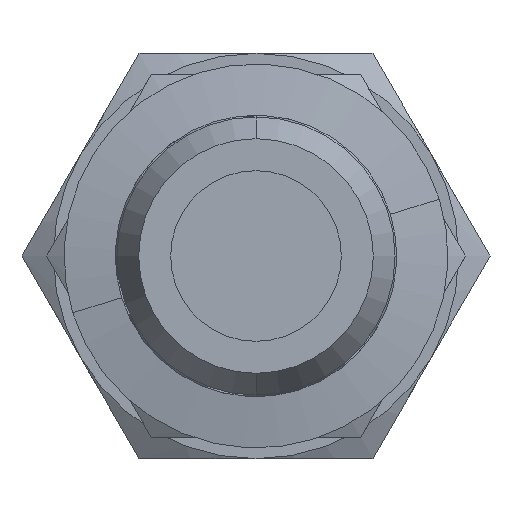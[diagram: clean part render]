
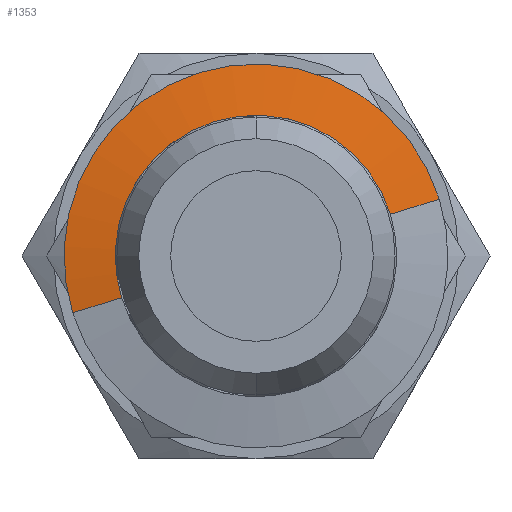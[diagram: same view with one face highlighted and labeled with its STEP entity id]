
A CAD part, front view. The second image highlights one B-rep face of the part: STEP entity #1353.
In plain terms, the highlighted conical face has half-angle 80.538 degrees and reference radius 6.6 mm.
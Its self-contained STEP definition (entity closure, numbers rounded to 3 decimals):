
#249 = ORIENTED_EDGE ( 'NONE', *, *, #2470, .T. ) ;
#250 = ORIENTED_EDGE ( 'NONE', *, *, #2469, .F. ) ;
#251 = ORIENTED_EDGE ( 'NONE', *, *, #2471, .F. ) ;
#252 = ORIENTED_EDGE ( 'NONE', *, *, #2465, .T. ) ;
#474 = CARTESIAN_POINT ( 'NONE',  ( 0., 6.1, 0. ) ) ;
#475 = DIRECTION ( 'NONE',  ( 0., -1., 0. ) ) ;
#476 = DIRECTION ( 'NONE',  ( 0.955, 0., 0.296 ) ) ;
#481 = DIRECTION ( 'NONE',  ( 0.942, 0.164, 0.292 ) ) ;
#482 = CARTESIAN_POINT ( 'NONE',  ( 6.304, 5.7, 1.954 ) ) ;
#483 = CARTESIAN_POINT ( 'NONE',  ( 0., 5.7, 0. ) ) ;
#484 = DIRECTION ( 'NONE',  ( 0., -1., 0. ) ) ;
#485 = DIRECTION ( 'NONE',  ( 0.955, 0., 0.296 ) ) ;
#486 = CARTESIAN_POINT ( 'NONE',  ( -6.304, 5.7, -1.954 ) ) ;
#488 = DIRECTION ( 'NONE',  ( -0.942, 0.164, -0.292 ) ) ;
#989 = AXIS2_PLACEMENT_3D ( 'NONE', #2208, #2184, #2225 ) ;
#1298 = FACE_OUTER_BOUND ( 'NONE', #2228, .T. ) ;
#1306 = CONICAL_SURFACE ( 'NONE', #989, 6.6, 1.406 ) ;
#1353 = ADVANCED_FACE ( 'NONE', ( #1298 ), #1306, .T. ) ;
#2184 = DIRECTION ( 'NONE',  ( 0., 1., 0. ) ) ;
#2208 = CARTESIAN_POINT ( 'NONE',  ( 0., 5.7, 0. ) ) ;
#2225 = DIRECTION ( 'NONE',  ( -0.955, 0., -0.296 ) ) ;
#2228 = EDGE_LOOP ( 'NONE', ( #250, #249, #252, #251 ) ) ;
#2465 = EDGE_CURVE ( 'NONE', #4001, #3997, #3264, .T. ) ;
#2469 = EDGE_CURVE ( 'NONE', #3998, #4011, #3267, .T. ) ;
#2470 = EDGE_CURVE ( 'NONE', #3998, #4001, #3270, .T. ) ;
#2471 = EDGE_CURVE ( 'NONE', #4011, #3997, #3273, .T. ) ;
#3159 = CARTESIAN_POINT ( 'NONE',  ( -8.596, 6.1, -2.665 ) ) ;
#3160 = CARTESIAN_POINT ( 'NONE',  ( 6.304, 5.7, 1.954 ) ) ;
#3163 = CARTESIAN_POINT ( 'NONE',  ( 8.596, 6.1, 2.665 ) ) ;
#3173 = CARTESIAN_POINT ( 'NONE',  ( -6.304, 5.7, -1.954 ) ) ;
#3264 = CIRCLE ( 'NONE', #3699, 9. ) ;
#3267 = CIRCLE ( 'NONE', #3701, 6.6 ) ;
#3270 = LINE ( 'NONE', #482, #3274 ) ;
#3273 = LINE ( 'NONE', #486, #3276 ) ;
#3274 = VECTOR ( 'NONE', #481, 1000. ) ;
#3276 = VECTOR ( 'NONE', #488, 1000. ) ;
#3699 = AXIS2_PLACEMENT_3D ( 'NONE', #474, #475, #476 ) ;
#3701 = AXIS2_PLACEMENT_3D ( 'NONE', #483, #484, #485 ) ;
#3997 = VERTEX_POINT ( 'NONE', #3159 ) ;
#3998 = VERTEX_POINT ( 'NONE', #3160 ) ;
#4001 = VERTEX_POINT ( 'NONE', #3163 ) ;
#4011 = VERTEX_POINT ( 'NONE', #3173 ) ;
